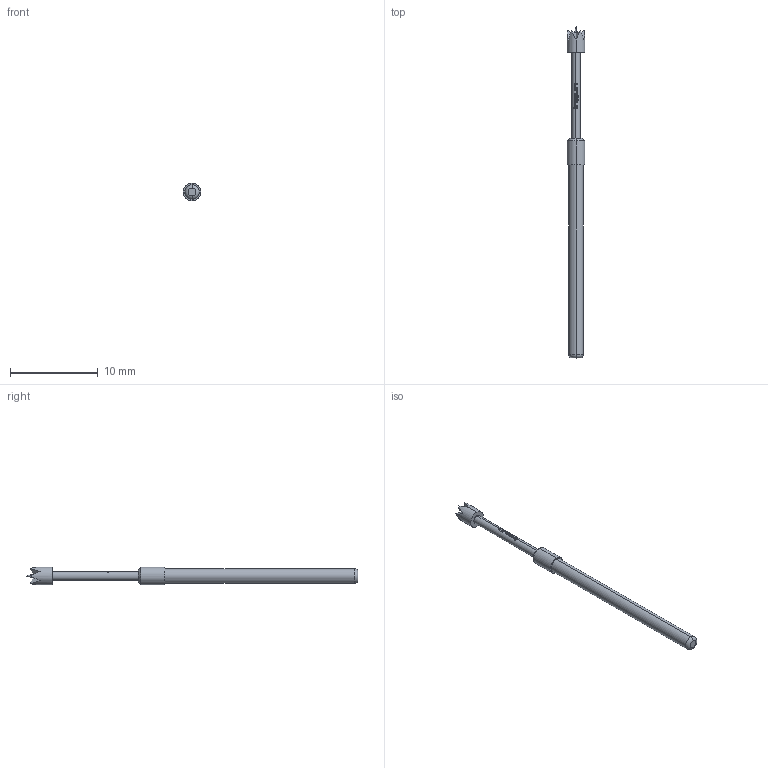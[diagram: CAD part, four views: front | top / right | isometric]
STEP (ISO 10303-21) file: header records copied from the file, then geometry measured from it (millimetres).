
FILE_DESCRIPTION (( 'STEP AP203' ), '1' );
FILE_NAME ('INGUN_GKS-412_224_200_R_xx03.STEP', '2020-09-14T14:09:15', ( '' ), ( '' ), 'SwSTEP 2.0', 'SolidWorks 2018', '' );
FILE_SCHEMA (( 'CONFIG_CONTROL_DESIGN' ));
Length unit declared in the file: millimetre
Products named in the file (1): INGUN_GKS-412_224_200_R_xx03
Bounding box: 2 x 37.8 x 2 mm (x, y, z)
Volume: 70.2 mm3; surface area: 190.7 mm2
Topology: 1 solids, 1 shells, 133 faces, 367 edges, 239 vertices
Faces by surface type: plane 57, cylinder 27, bspline 22, cone 19, torus 8
Entity records: 5464 total; most frequent: CARTESIAN_POINT 2620, ORIENTED_EDGE 730, EDGE_CURVE 365, DIRECTION 351, B_SPLINE_CURVE_WITH_KNOTS 258, VERTEX_POINT 239, AXIS2_PLACEMENT_3D 156, EDGE_LOOP 138
